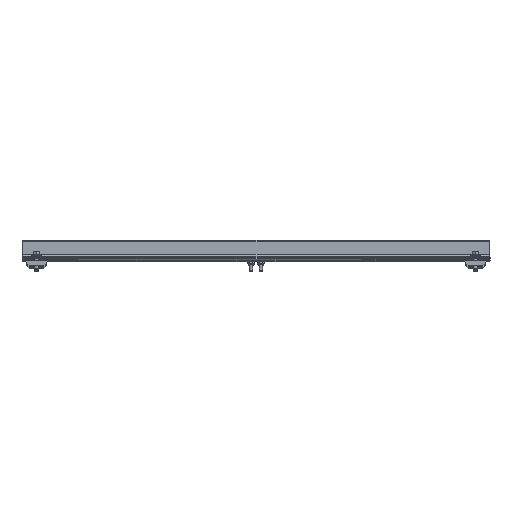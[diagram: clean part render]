
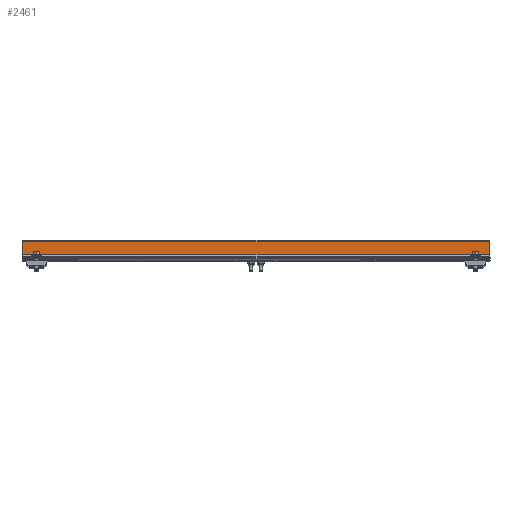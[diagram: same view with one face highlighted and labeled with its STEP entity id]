
A CAD part, top view. The second image highlights one B-rep face of the part: STEP entity #2461.
In plain terms, the highlighted face is planar.
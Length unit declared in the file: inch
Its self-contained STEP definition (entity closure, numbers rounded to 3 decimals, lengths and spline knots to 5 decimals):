
#289=PLANE('',#2993);
#408=FACE_OUTER_BOUND('',#566,.T.);
#566=EDGE_LOOP('',(#2112,#2113,#2114,#2115));
#726=LINE('',#4438,#889);
#732=LINE('',#4455,#895);
#733=LINE('',#4458,#896);
#734=LINE('',#4459,#897);
#889=VECTOR('',#3599,0.3937);
#895=VECTOR('',#3615,0.3937);
#896=VECTOR('',#3618,0.3937);
#897=VECTOR('',#3619,0.3937);
#1235=VERTEX_POINT('',#4435);
#1236=VERTEX_POINT('',#4437);
#1242=VERTEX_POINT('',#4453);
#1243=VERTEX_POINT('',#4457);
#1537=EDGE_CURVE('',#1236,#1235,#726,.T.);
#1546=EDGE_CURVE('',#1242,#1235,#732,.T.);
#1547=EDGE_CURVE('',#1242,#1243,#733,.T.);
#1548=EDGE_CURVE('',#1243,#1236,#734,.T.);
#2112=ORIENTED_EDGE('',*,*,#1547,.T.);
#2113=ORIENTED_EDGE('',*,*,#1548,.T.);
#2114=ORIENTED_EDGE('',*,*,#1537,.T.);
#2115=ORIENTED_EDGE('',*,*,#1546,.F.);
#2461=ADVANCED_FACE('',(#408),#289,.T.);
#2993=AXIS2_PLACEMENT_3D('',#4456,#3616,#3617);
#3599=DIRECTION('',(0.,1.,0.));
#3615=DIRECTION('',(-1.,0.,0.));
#3616=DIRECTION('center_axis',(0.,0.,-1.));
#3617=DIRECTION('ref_axis',(-1.,0.,0.));
#3618=DIRECTION('',(0.,-1.,0.));
#3619=DIRECTION('',(-1.,0.,0.));
#4435=CARTESIAN_POINT('',(-25.5,1.875,-0.25));
#4437=CARTESIAN_POINT('',(-25.5,0.5,-0.25));
#4438=CARTESIAN_POINT('',(-25.5,1.875,-0.25));
#4453=CARTESIAN_POINT('',(25.5,1.875,-0.25));
#4455=CARTESIAN_POINT('',(0.,1.875,-0.25));
#4456=CARTESIAN_POINT('Origin',(0.,1.875,-0.25));
#4457=CARTESIAN_POINT('',(25.5,0.5,-0.25));
#4458=CARTESIAN_POINT('',(25.5,1.875,-0.25));
#4459=CARTESIAN_POINT('',(0.,0.5,-0.25));
